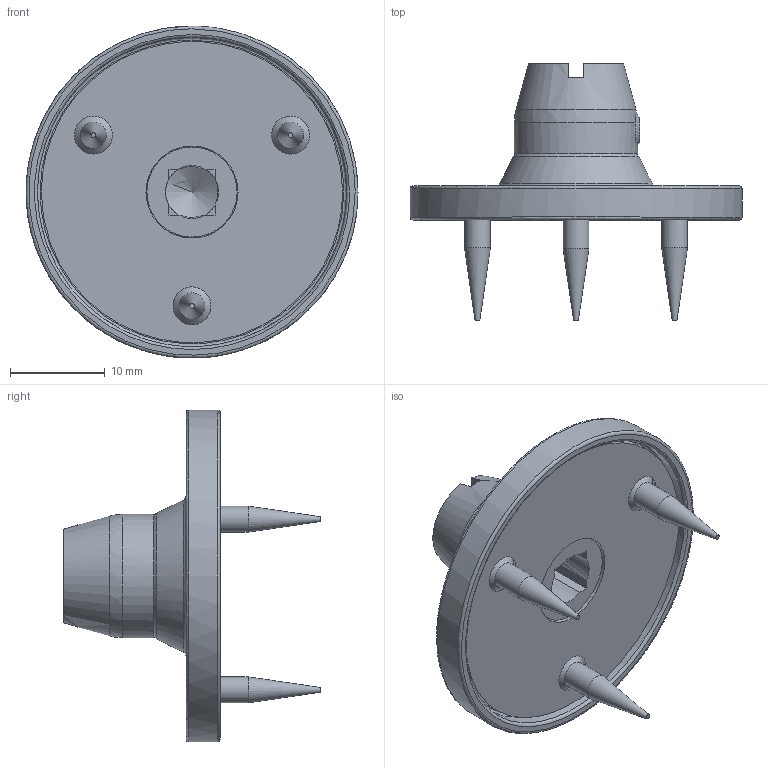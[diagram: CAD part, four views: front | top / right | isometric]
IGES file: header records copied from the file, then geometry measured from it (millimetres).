
Global section: file name: P8176CR; native system: Autodesk Inventor 2018; preprocessor: unknown; author: ashami; date: 20180914.112320; units: millimetre
Bounding box: 35 x 27.06 x 34.99 mm (x, y, z)
Volume: 4051.3 mm3; surface area: 5890.8 mm2
Topology: 7 solids, 7 shells, 126 faces, 351 edges, 246 vertices
Faces by surface type: bspline 126
